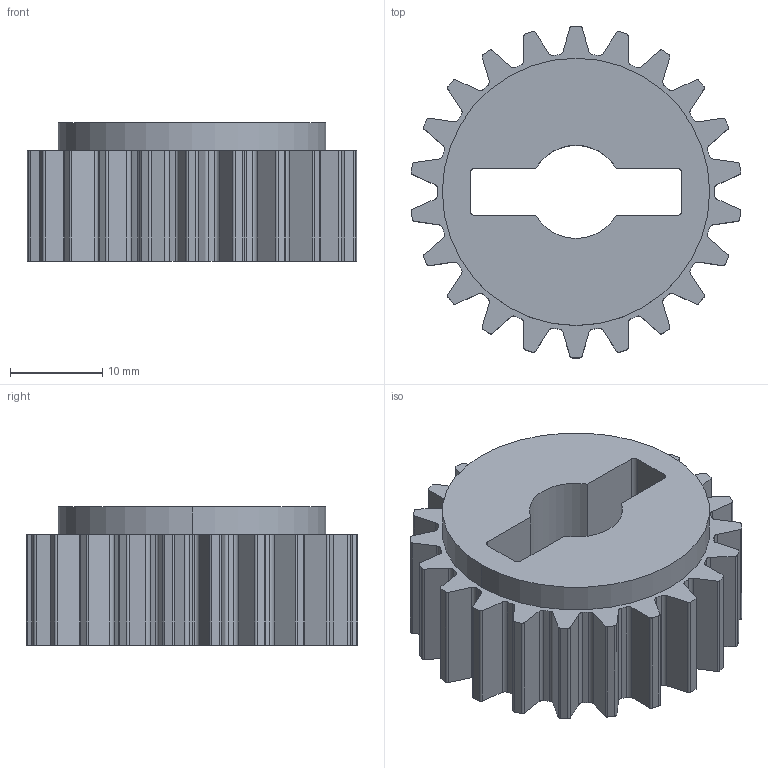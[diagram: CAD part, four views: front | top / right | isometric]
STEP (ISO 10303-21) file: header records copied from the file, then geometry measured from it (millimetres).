
FILE_DESCRIPTION (( 'STEP AP214' ), '1' );
FILE_NAME ('02. PIGNON-PORTE GARAGE.STEP', '2022-10-06T08:52:20', ( '' ), ( '' ), 'SwSTEP 2.0', 'SolidWorks 2018', '' );
FILE_SCHEMA (( 'AUTOMOTIVE_DESIGN' ));
Length unit declared in the file: millimetre
Products named in the file (1): 02. PIGNON-PORTE GARAGE
Bounding box: 35.76 x 36 x 15 mm (x, y, z)
Volume: 9916.1 mm3; surface area: 4830.7 mm2
Topology: 1 solids, 1 shells, 194 faces, 573 edges, 382 vertices
Faces by surface type: cylinder 119, plane 75
Entity records: 6613 total; most frequent: DIRECTION 1201, CARTESIAN_POINT 1150, ORIENTED_EDGE 1146, EDGE_CURVE 573, AXIS2_PLACEMENT_3D 433, VERTEX_POINT 382, VECTOR 335, LINE 335
